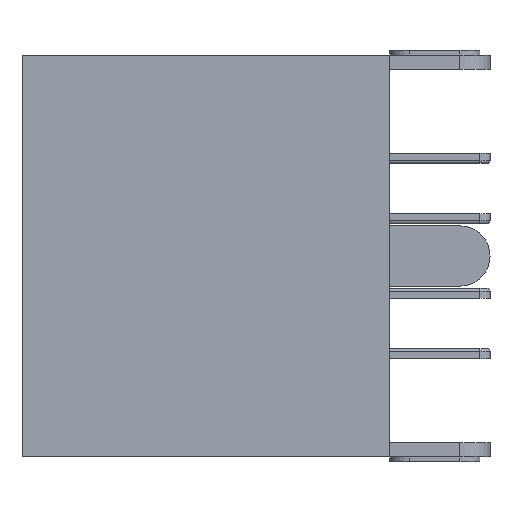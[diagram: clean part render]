
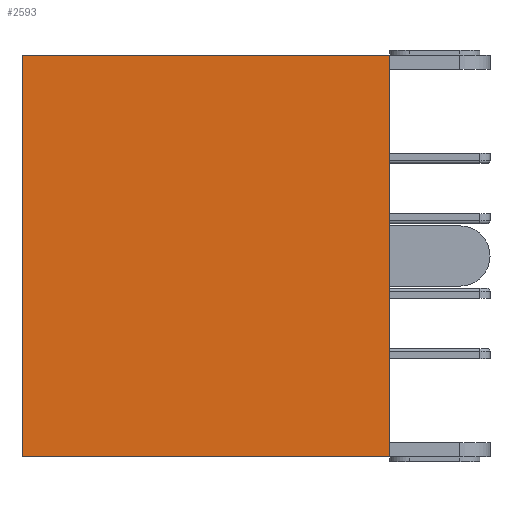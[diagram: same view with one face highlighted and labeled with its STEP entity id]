
A CAD part, left-side view. The second image highlights one B-rep face of the part: STEP entity #2593.
In plain terms, the highlighted planar face has unit normal (-1, 0, 0).
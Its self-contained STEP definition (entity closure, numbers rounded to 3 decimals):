
#134=PLANE('',#2774);
#252=FACE_OUTER_BOUND('',#417,.T.);
#417=EDGE_LOOP('',(#1956,#1957,#1958,#1959));
#588=LINE('',#3770,#884);
#598=LINE('',#3795,#894);
#634=LINE('',#3892,#930);
#638=LINE('',#3903,#934);
#884=VECTOR('',#3025,12.8);
#894=VECTOR('',#3043,14.);
#930=VECTOR('',#3107,12.8);
#934=VECTOR('',#3117,14.);
#1248=VERTEX_POINT('',#3767);
#1249=VERTEX_POINT('',#3769);
#1260=VERTEX_POINT('',#3794);
#1307=VERTEX_POINT('',#3891);
#1491=EDGE_CURVE('',#1249,#1248,#588,.T.);
#1504=EDGE_CURVE('',#1260,#1249,#598,.T.);
#1553=EDGE_CURVE('',#1307,#1260,#634,.T.);
#1559=EDGE_CURVE('',#1248,#1307,#638,.T.);
#1956=ORIENTED_EDGE('',*,*,#1559,.T.);
#1957=ORIENTED_EDGE('',*,*,#1553,.T.);
#1958=ORIENTED_EDGE('',*,*,#1504,.T.);
#1959=ORIENTED_EDGE('',*,*,#1491,.T.);
#2593=ADVANCED_FACE('',(#252),#134,.T.);
#2774=AXIS2_PLACEMENT_3D('',#3904,#3118,#3119);
#3025=DIRECTION('',(0.,1.,0.));
#3043=DIRECTION('',(0.,0.,1.));
#3107=DIRECTION('',(0.,-1.,0.));
#3117=DIRECTION('',(0.,0.,-1.));
#3118=DIRECTION('center_axis',(-1.,0.,0.));
#3119=DIRECTION('ref_axis',(0.,0.,1.));
#3767=CARTESIAN_POINT('',(-13.,6.3,7.));
#3769=CARTESIAN_POINT('',(-13.,-6.5,7.));
#3770=CARTESIAN_POINT('',(-13.,-6.5,7.));
#3794=CARTESIAN_POINT('',(-13.,-6.5,-7.));
#3795=CARTESIAN_POINT('',(-13.,-6.5,-7.));
#3891=CARTESIAN_POINT('',(-13.,6.3,-7.));
#3892=CARTESIAN_POINT('',(-13.,6.3,-7.));
#3903=CARTESIAN_POINT('',(-13.,6.3,7.));
#3904=CARTESIAN_POINT('Origin',(-13.,-7.068,-6.968));
